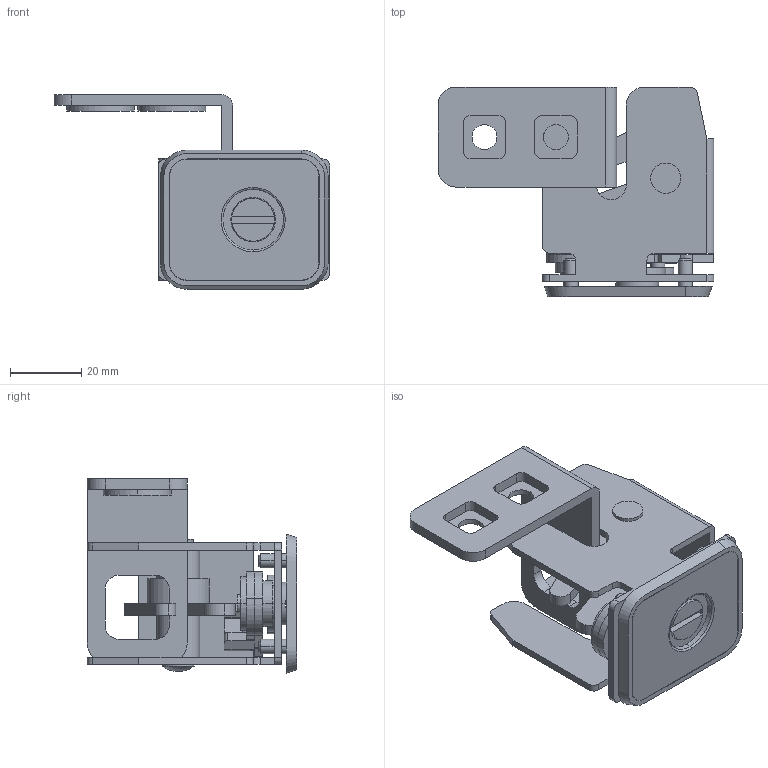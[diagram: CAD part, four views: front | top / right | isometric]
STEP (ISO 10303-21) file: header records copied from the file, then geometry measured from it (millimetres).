
FILE_DESCRIPTION (( 'STEP AP203' ), '1' );
FILE_NAME ('sone3D.STEP', '2013-07-25T01:57:48', ( '' ), ( '' ), 'SwSTEP 2.0', 'SolidWorks 2012', '' );
FILE_SCHEMA (( 'CONFIG_CONTROL_DESIGN' ));
Length unit declared in the file: millimetre
Products named in the file (16): sone3D; C-550-A-1附属ワッシャー_; C-550-A-1本体_; 廫帤寠晅嶮彫偹偠M4_M4亊10; C-550-A-1取付板_; C-550-A-1表示板_; C-550-A-1受け_; C-550-A-1カシメ_; C-550-A-1ロックレバーワッシャー_; C-550-A-1儘僢僋儗僶乕_; C-550-A-1儗僶乕僈僀僪僺儞_; C-550-A-1僙僢僩儗僶乕_; C-550-A-1儗僶乕僺儞_; C-550-A-1儘僢僋儗僶乕B_; C-550-A-1儘僢僋儗僶乕A_; C-550-A-1レバー_
Assembly tree (19 placements, depth 2):
  sone3D
    C-550-A-1本体_
    C-550-A-1レバー_
    C-550-A-1儘僢僋儗僶乕A_
    C-550-A-1儘僢僋儗僶乕B_
    C-550-A-1儗僶乕僺儞_
    C-550-A-1僙僢僩儗僶乕_
    C-550-A-1儗僶乕僈僀僪僺儞_
    C-550-A-1儘僢僋儗僶乕_
    C-550-A-1ロックレバーワッシャー_
    C-550-A-1カシメ_
    C-550-A-1受け_
    C-550-A-1表示板_
    C-550-A-1取付板_
    廫帤寠晅嶮彫偹偠M4_M4亊10  x4
    C-550-A-1附属ワッシャー_  x2
Bounding box: 77.25 x 58.7 x 54.5 mm (x, y, z)
Volume: 35522.3 mm3; surface area: 37798.1 mm2
Topology: 20 solids, 20 shells, 464 faces, 1169 edges, 754 vertices
Faces by surface type: plane 225, cylinder 183, cone 48, torus 4, sphere 2, bspline 2
Entity records: 13208 total; most frequent: CARTESIAN_POINT 2123, DIRECTION 2061, ORIENTED_EDGE 1854, EDGE_CURVE 927, AXIS2_PLACEMENT_3D 765, VERTEX_POINT 611, VECTOR 531, LINE 531
